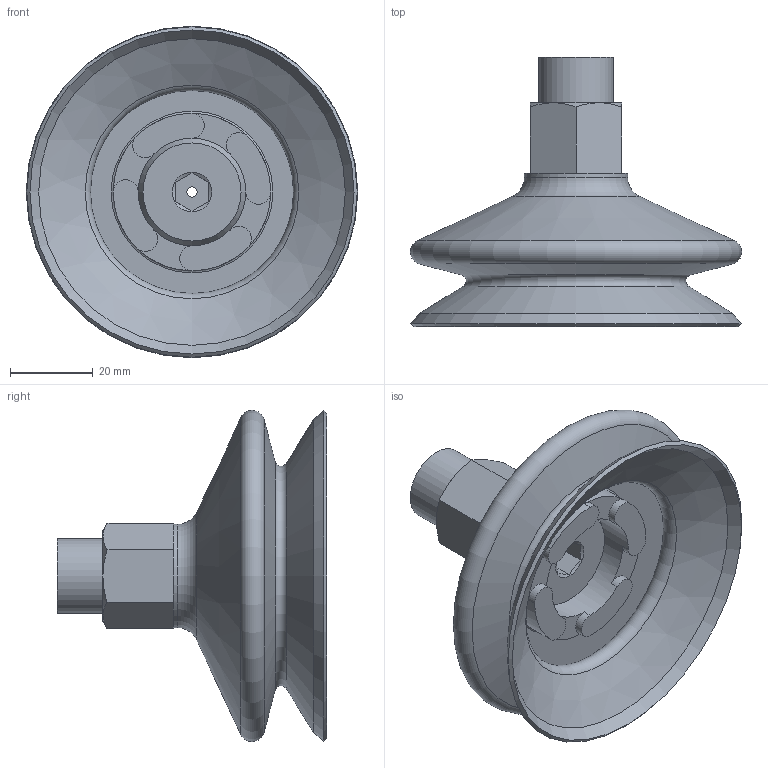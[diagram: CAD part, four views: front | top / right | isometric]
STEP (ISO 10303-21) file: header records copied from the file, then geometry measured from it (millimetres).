
FILE_DESCRIPTION(/* description */ ('STEP AP214'),/* implementation_level */ '2;1');
FILE_NAME(/* name */ '525998_ESS-80-BT-G1_4-I',/* time_stamp */ '2024-08-28T10:17:43+02:00',/* author */ ('License CC BY-ND 4.0'),/* organization */ ('CADENAS'),/* preprocessor_version */ 'ST-DEVELOPER v19.3',/* originating_system */ 'PARTsolutions',/* authorisation */ ' ');
FILE_SCHEMA (('AUTOMOTIVE_DESIGN {1 0 10303 214 3 1 1}'));
Length unit declared in the file: millimetre
Products named in the file (1): 525998 ESS-80-BT-G1/4-I
Bounding box: 80 x 65 x 80 mm (x, y, z)
Volume: 55163.8 mm3; surface area: 29977.2 mm2
Topology: 1 solids, 1 shells, 75 faces, 171 edges, 102 vertices
Faces by surface type: plane 38, cone 17, cylinder 14, torus 6
Full cylindrical faces by diameter (mm): 2.5 x1, 11.445 x1, 18 x1, 25 x1, 26 x1, 38 x1
Entity records: 2537 total; most frequent: CARTESIAN_POINT 382, DIRECTION 356, ORIENTED_EDGE 292, AXIS2_PLACEMENT_3D 152, EDGE_CURVE 146, EDGE_LOOP 104, FACE_BOUND 104, VERTEX_POINT 100
